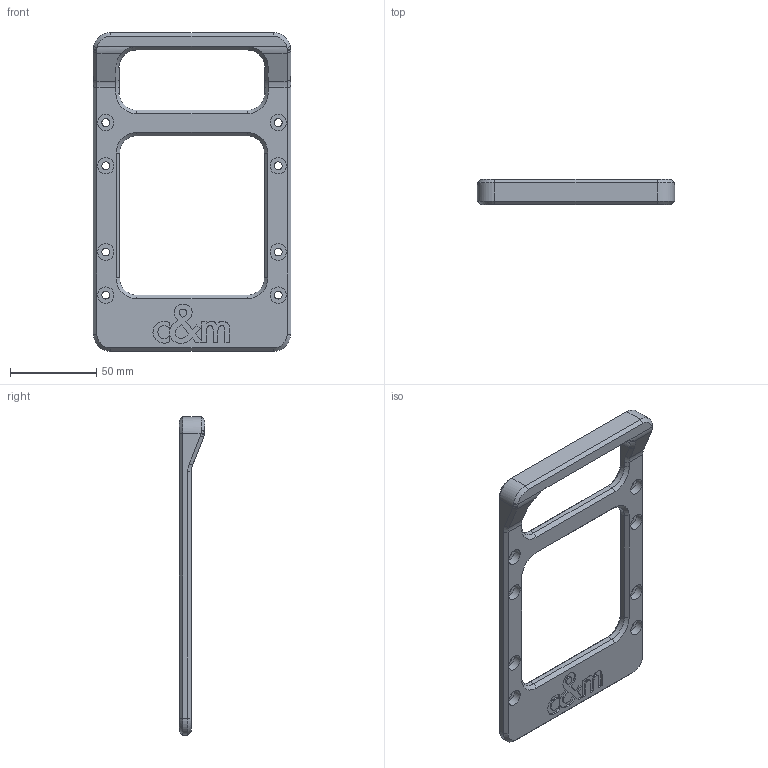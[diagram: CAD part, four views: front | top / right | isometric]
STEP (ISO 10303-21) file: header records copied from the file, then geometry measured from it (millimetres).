
FILE_DESCRIPTION(/* description */ (''),/* implementation_level */ '2;1');
FILE_NAME(/* name */ 'VESA Monitor Handle v4.step',/* time_stamp */ '2024-05-02T22:09:54-07:00',/* author */ (''),/* organization */ (''),/* preprocessor_version */ 'ST-DEVELOPER v20',/* originating_system */ 'Autodesk Translation Framework v12.20.1.177',/* authorisation */ '');
FILE_SCHEMA (('AUTOMOTIVE_DESIGN { 1 0 10303 214 3 1 1 }'));
Length unit declared in the file: millimetre
Products named in the file (1): VESA Monitor Handle
Bounding box: 114.3 x 15 x 184.7 mm (x, y, z)
Volume: 77089.6 mm3; surface area: 29625.6 mm2
Topology: 1 solids, 1 shells, 207 faces, 521 edges, 326 vertices
Faces by surface type: plane 77, bspline 70, cylinder 32, cone 28
Full cylindrical faces by diameter (mm): 4.5 x8, 9.5 x8
Entity records: 6920 total; most frequent: CARTESIAN_POINT 2321, ORIENTED_EDGE 1042, DIRECTION 745, EDGE_CURVE 521, VERTEX_POINT 326, LINE 293, VECTOR 293, EDGE_LOOP 237
